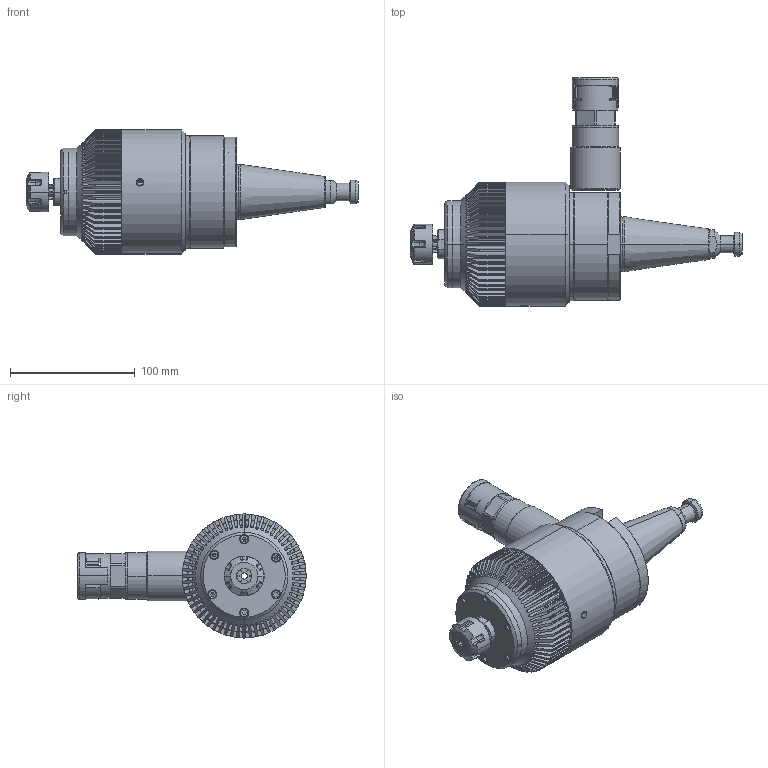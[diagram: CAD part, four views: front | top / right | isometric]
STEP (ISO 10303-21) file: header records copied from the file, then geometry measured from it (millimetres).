
FILE_DESCRIPTION (( 'STEP AP203' ), '1' );
FILE_NAME ('095S40BP-00-_SK40.STEP', '2013-05-27T07:04:03', ( '' ), ( '' ), 'SwSTEP 2.0', 'SolidWorks 2012', '' );
FILE_SCHEMA (( 'CONFIG_CONTROL_DESIGN' ));
Length unit declared in the file: millimetre
Products named in the file (1): 095S40BP-00-_SK40
Bounding box: 266.36 x 183.25 x 99.5 mm (x, y, z)
Surface area: 168558.5 mm2 (no closed solid volume)
Topology: 0 solids, 34 shells, 838 faces, 3079 edges, 2115 vertices
Faces by surface type: plane 446, cylinder 258, cone 69, torus 53, bspline 12
Entity records: 35982 total; most frequent: CARTESIAN_POINT 11024, DIRECTION 4962, ORIENTED_EDGE 4916, EDGE_CURVE 3059, VERTEX_POINT 2115, AXIS2_PLACEMENT_3D 1699, LINE 1564, VECTOR 1564
